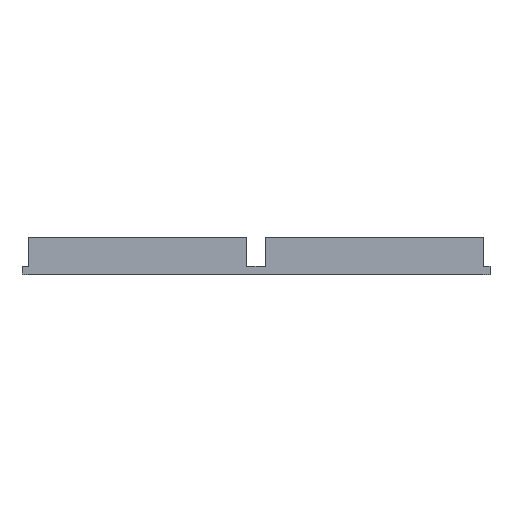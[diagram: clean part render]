
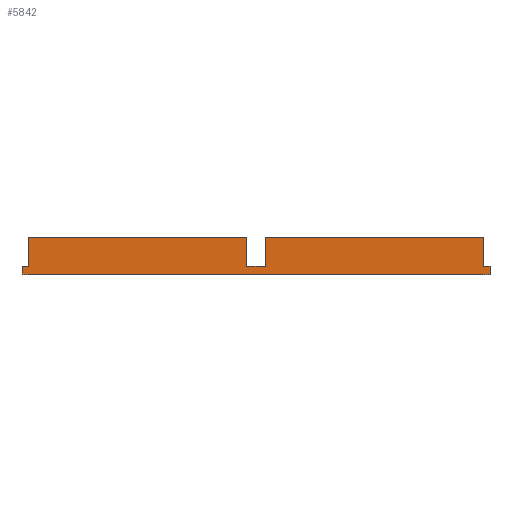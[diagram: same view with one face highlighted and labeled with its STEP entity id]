
A CAD part, top view. The second image highlights one B-rep face of the part: STEP entity #5842.
In plain terms, the highlighted planar face has unit normal (0, 0, 1).
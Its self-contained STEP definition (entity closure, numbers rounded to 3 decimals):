
#412=FACE_OUTER_BOUND('',#696,.T.);
#696=EDGE_LOOP('',(#4839,#4840,#4841,#4842,#4843,#4844,#4845,#4846,#4847,
#4848,#4849,#4850));
#1457=LINE('',#9058,#2235);
#1465=LINE('',#9073,#2243);
#1466=LINE('',#9075,#2244);
#1501=LINE('',#9139,#2279);
#1509=LINE('',#9154,#2287);
#1510=LINE('',#9156,#2288);
#1530=LINE('',#9194,#2308);
#1531=LINE('',#9197,#2309);
#1532=LINE('',#9198,#2310);
#1533=LINE('',#9199,#2311);
#1534=LINE('',#9201,#2312);
#1535=LINE('',#9202,#2313);
#2235=VECTOR('',#7443,10.);
#2243=VECTOR('',#7455,10.);
#2244=VECTOR('',#7458,10.);
#2279=VECTOR('',#7515,10.);
#2287=VECTOR('',#7527,10.);
#2288=VECTOR('',#7530,10.);
#2308=VECTOR('',#7562,10.);
#2309=VECTOR('',#7565,10.);
#2310=VECTOR('',#7566,10.);
#2311=VECTOR('',#7567,10.);
#2312=VECTOR('',#7568,10.);
#2313=VECTOR('',#7569,10.);
#2810=VERTEX_POINT('',#9054);
#2812=VERTEX_POINT('',#9057);
#2816=VERTEX_POINT('',#9069);
#2817=VERTEX_POINT('',#9071);
#2833=VERTEX_POINT('',#9135);
#2835=VERTEX_POINT('',#9138);
#2839=VERTEX_POINT('',#9150);
#2840=VERTEX_POINT('',#9152);
#2850=VERTEX_POINT('',#9188);
#2852=VERTEX_POINT('',#9192);
#2853=VERTEX_POINT('',#9196);
#2854=VERTEX_POINT('',#9200);
#3593=EDGE_CURVE('',#2810,#2812,#1457,.T.);
#3601=EDGE_CURVE('',#2816,#2817,#1465,.T.);
#3602=EDGE_CURVE('',#2812,#2817,#1466,.T.);
#3637=EDGE_CURVE('',#2833,#2835,#1501,.T.);
#3645=EDGE_CURVE('',#2839,#2840,#1509,.T.);
#3646=EDGE_CURVE('',#2835,#2840,#1510,.T.);
#3666=EDGE_CURVE('',#2850,#2852,#1530,.T.);
#3667=EDGE_CURVE('',#2850,#2853,#1531,.T.);
#3668=EDGE_CURVE('',#2816,#2852,#1532,.T.);
#3669=EDGE_CURVE('',#2839,#2810,#1533,.T.);
#3670=EDGE_CURVE('',#2854,#2833,#1534,.T.);
#3671=EDGE_CURVE('',#2853,#2854,#1535,.T.);
#4839=ORIENTED_EDGE('',*,*,#3667,.F.);
#4840=ORIENTED_EDGE('',*,*,#3666,.T.);
#4841=ORIENTED_EDGE('',*,*,#3668,.F.);
#4842=ORIENTED_EDGE('',*,*,#3601,.T.);
#4843=ORIENTED_EDGE('',*,*,#3602,.F.);
#4844=ORIENTED_EDGE('',*,*,#3593,.F.);
#4845=ORIENTED_EDGE('',*,*,#3669,.F.);
#4846=ORIENTED_EDGE('',*,*,#3645,.T.);
#4847=ORIENTED_EDGE('',*,*,#3646,.F.);
#4848=ORIENTED_EDGE('',*,*,#3637,.F.);
#4849=ORIENTED_EDGE('',*,*,#3670,.F.);
#4850=ORIENTED_EDGE('',*,*,#3671,.F.);
#5570=PLANE('',#6170);
#5842=ADVANCED_FACE('',(#412),#5570,.T.);
#6170=AXIS2_PLACEMENT_3D('',#9195,#7563,#7564);
#7443=DIRECTION('',(0.,1.,0.));
#7455=DIRECTION('',(0.,1.,0.));
#7458=DIRECTION('',(1.,0.,0.));
#7515=DIRECTION('',(0.,1.,0.));
#7527=DIRECTION('',(0.,1.,0.));
#7530=DIRECTION('',(1.,0.,0.));
#7562=DIRECTION('',(0.,1.,0.));
#7563=DIRECTION('center_axis',(0.,0.,1.));
#7564=DIRECTION('ref_axis',(1.,0.,0.));
#7565=DIRECTION('',(-1.,0.,0.));
#7566=DIRECTION('',(1.,0.,0.));
#7567=DIRECTION('',(1.,0.,0.));
#7568=DIRECTION('',(1.,0.,0.));
#7569=DIRECTION('',(0.,1.,0.));
#9054=CARTESIAN_POINT('',(2.35,2.,57.75));
#9057=CARTESIAN_POINT('',(2.35,9.6,57.75));
#9058=CARTESIAN_POINT('',(2.35,2.,57.75));
#9069=CARTESIAN_POINT('',(59.35,2.,57.75));
#9071=CARTESIAN_POINT('',(59.35,9.6,57.75));
#9073=CARTESIAN_POINT('',(59.35,2.,57.75));
#9075=CARTESIAN_POINT('',(61.,9.6,57.75));
#9135=CARTESIAN_POINT('',(-59.35,2.,57.75));
#9138=CARTESIAN_POINT('',(-59.35,9.6,57.75));
#9139=CARTESIAN_POINT('',(-59.35,2.,57.75));
#9150=CARTESIAN_POINT('',(-2.35,2.,57.75));
#9152=CARTESIAN_POINT('',(-2.35,9.6,57.75));
#9154=CARTESIAN_POINT('',(-2.35,2.,57.75));
#9156=CARTESIAN_POINT('',(-61.,9.6,57.75));
#9188=CARTESIAN_POINT('',(61.,0.,57.75));
#9192=CARTESIAN_POINT('',(61.,2.,57.75));
#9194=CARTESIAN_POINT('',(61.,0.,57.75));
#9195=CARTESIAN_POINT('Origin',(-61.,0.,57.75));
#9196=CARTESIAN_POINT('',(-61.,0.,57.75));
#9197=CARTESIAN_POINT('',(61.,0.,57.75));
#9198=CARTESIAN_POINT('',(61.,2.,57.75));
#9199=CARTESIAN_POINT('',(61.,2.,57.75));
#9200=CARTESIAN_POINT('',(-61.,2.,57.75));
#9201=CARTESIAN_POINT('',(61.,2.,57.75));
#9202=CARTESIAN_POINT('',(-61.,0.,57.75));
